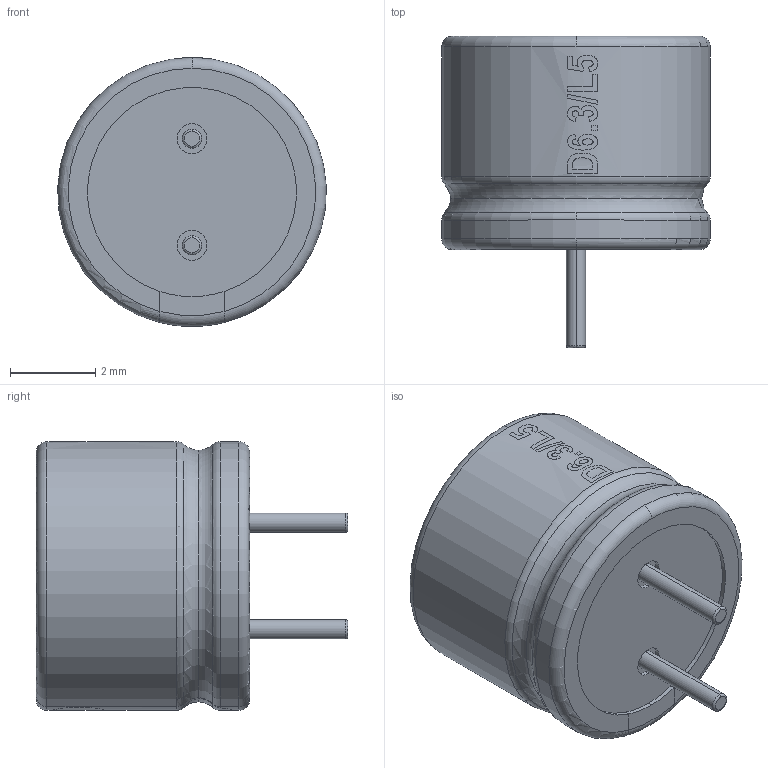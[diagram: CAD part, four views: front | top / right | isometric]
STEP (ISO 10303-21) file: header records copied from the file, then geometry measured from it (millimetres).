
FILE_DESCRIPTION (( 'STEP AP214' ), '1' );
FILE_NAME ('User Library-ECAP6.3_5_25.STEP', '2022-05-12T08:16:14', ( '' ), ( '' ), 'SwSTEP 2.0', 'SolidWorks 2021', '' );
FILE_SCHEMA (( 'AUTOMOTIVE_DESIGN' ));
Length unit declared in the file: millimetre
Products named in the file (1): User Library-ECAP6.3_5_25
Bounding box: 6.3 x 7.3 x 6.3 mm (x, y, z)
Volume: 151 mm3; surface area: 167.9 mm2
Topology: 1 solids, 1 shells, 86 faces, 238 edges, 167 vertices
Faces by surface type: torus 39, cylinder 37, plane 10
Entity records: 4237 total; most frequent: CARTESIAN_POINT 1092, ORIENTED_EDGE 476, DIRECTION 439, EDGE_CURVE 238, AXIS2_PLACEMENT_3D 196, VERTEX_POINT 167, CIRCLE 109, EDGE_LOOP 99
